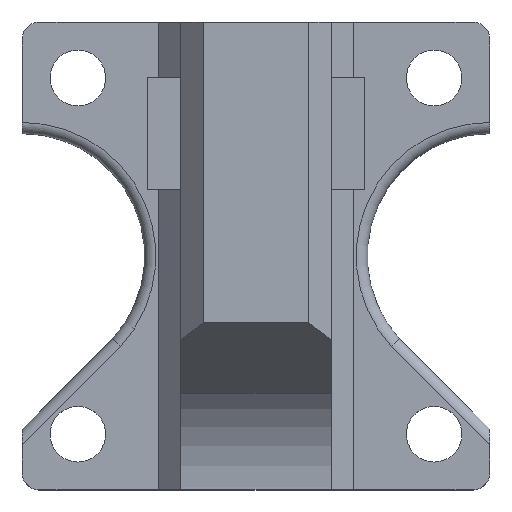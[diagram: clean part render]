
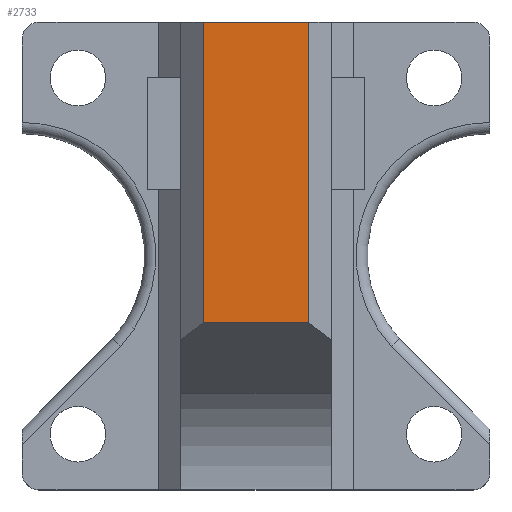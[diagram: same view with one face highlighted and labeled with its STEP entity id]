
A CAD part, top view. The second image highlights one B-rep face of the part: STEP entity #2733.
In plain terms, the highlighted planar face has unit normal (0, 0, 1).
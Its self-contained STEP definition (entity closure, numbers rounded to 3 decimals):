
#44 = PLANE('',#45);
#45 = AXIS2_PLACEMENT_3D('',#46,#47,#48);
#46 = CARTESIAN_POINT('',(42.,84.,14.714));
#47 = DIRECTION('',(0.,1.,0.));
#48 = DIRECTION('',(0.,0.,1.));
#525 = VERTEX_POINT('',#526);
#526 = CARTESIAN_POINT('',(32.5,84.,41.));
#540 = PLANE('',#541);
#541 = AXIS2_PLACEMENT_3D('',#542,#543,#544);
#542 = CARTESIAN_POINT('',(30.5,30.034,39.));
#543 = DIRECTION('',(-0.707,0.,0.707));
#544 = DIRECTION('',(-0.,-1.,-0.));
#552 = EDGE_CURVE('',#525,#553,#555,.T.);
#553 = VERTEX_POINT('',#554);
#554 = CARTESIAN_POINT('',(51.5,84.,41.));
#555 = SURFACE_CURVE('',#556,(#560,#567),.PCURVE_S1.);
#556 = LINE('',#557,#558);
#557 = CARTESIAN_POINT('',(28.5,84.,41.));
#558 = VECTOR('',#559,1.);
#559 = DIRECTION('',(1.,0.,0.));
#560 = PCURVE('',#44,#561);
#561 = DEFINITIONAL_REPRESENTATION('',(#562),#566);
#562 = LINE('',#563,#564);
#563 = CARTESIAN_POINT('',(26.286,-13.5));
#564 = VECTOR('',#565,1.);
#565 = DIRECTION('',(0.,1.));
#566 = ( GEOMETRIC_REPRESENTATION_CONTEXT(2) 
PARAMETRIC_REPRESENTATION_CONTEXT() REPRESENTATION_CONTEXT('2D SPACE',''
  ) );
#567 = PCURVE('',#568,#573);
#568 = PLANE('',#569);
#569 = AXIS2_PLACEMENT_3D('',#570,#571,#572);
#570 = CARTESIAN_POINT('',(28.5,0.,41.));
#571 = DIRECTION('',(0.,0.,1.));
#572 = DIRECTION('',(1.,0.,0.));
#573 = DEFINITIONAL_REPRESENTATION('',(#574),#578);
#574 = LINE('',#575,#576);
#575 = CARTESIAN_POINT('',(0.,84.));
#576 = VECTOR('',#577,1.);
#577 = DIRECTION('',(1.,0.));
#578 = ( GEOMETRIC_REPRESENTATION_CONTEXT(2) 
PARAMETRIC_REPRESENTATION_CONTEXT() REPRESENTATION_CONTEXT('2D SPACE',''
  ) );
#596 = PLANE('',#597);
#597 = AXIS2_PLACEMENT_3D('',#598,#599,#600);
#598 = CARTESIAN_POINT('',(53.5,30.034,39.));
#599 = DIRECTION('',(0.707,0.,0.707));
#600 = DIRECTION('',(0.,1.,0.));
#2034 = PLANE('',#2035);
#2035 = AXIS2_PLACEMENT_3D('',#2036,#2037,#2038);
#2036 = CARTESIAN_POINT('',(0.,30.034,41.));
#2037 = DIRECTION('',(0.,0.778,-0.629));
#2038 = DIRECTION('',(0.,-0.629,-0.778));
#2635 = VERTEX_POINT('',#2636);
#2636 = CARTESIAN_POINT('',(32.5,30.034,41.));
#2659 = EDGE_CURVE('',#2635,#525,#2660,.T.);
#2660 = SURFACE_CURVE('',#2661,(#2665,#2672),.PCURVE_S1.);
#2661 = LINE('',#2662,#2663);
#2662 = CARTESIAN_POINT('',(32.5,30.034,41.));
#2663 = VECTOR('',#2664,1.);
#2664 = DIRECTION('',(0.,1.,0.));
#2665 = PCURVE('',#540,#2666);
#2666 = DEFINITIONAL_REPRESENTATION('',(#2667),#2671);
#2667 = LINE('',#2668,#2669);
#2668 = CARTESIAN_POINT('',(-0.,2.828));
#2669 = VECTOR('',#2670,1.);
#2670 = DIRECTION('',(-1.,0.));
#2671 = ( GEOMETRIC_REPRESENTATION_CONTEXT(2) 
PARAMETRIC_REPRESENTATION_CONTEXT() REPRESENTATION_CONTEXT('2D SPACE',''
  ) );
#2672 = PCURVE('',#568,#2673);
#2673 = DEFINITIONAL_REPRESENTATION('',(#2674),#2678);
#2674 = LINE('',#2675,#2676);
#2675 = CARTESIAN_POINT('',(4.,30.034));
#2676 = VECTOR('',#2677,1.);
#2677 = DIRECTION('',(0.,1.));
#2678 = ( GEOMETRIC_REPRESENTATION_CONTEXT(2) 
PARAMETRIC_REPRESENTATION_CONTEXT() REPRESENTATION_CONTEXT('2D SPACE',''
  ) );
#2733 = ADVANCED_FACE('',(#2734),#568,.T.);
#2734 = FACE_BOUND('',#2735,.T.);
#2735 = EDGE_LOOP('',(#2736,#2737,#2738,#2761));
#2736 = ORIENTED_EDGE('',*,*,#552,.F.);
#2737 = ORIENTED_EDGE('',*,*,#2659,.F.);
#2738 = ORIENTED_EDGE('',*,*,#2739,.T.);
#2739 = EDGE_CURVE('',#2635,#2740,#2742,.T.);
#2740 = VERTEX_POINT('',#2741);
#2741 = CARTESIAN_POINT('',(51.5,30.034,41.));
#2742 = SURFACE_CURVE('',#2743,(#2747,#2754),.PCURVE_S1.);
#2743 = LINE('',#2744,#2745);
#2744 = CARTESIAN_POINT('',(0.,30.034,41.));
#2745 = VECTOR('',#2746,1.);
#2746 = DIRECTION('',(1.,0.,0.));
#2747 = PCURVE('',#568,#2748);
#2748 = DEFINITIONAL_REPRESENTATION('',(#2749),#2753);
#2749 = LINE('',#2750,#2751);
#2750 = CARTESIAN_POINT('',(-28.5,30.034));
#2751 = VECTOR('',#2752,1.);
#2752 = DIRECTION('',(1.,0.));
#2753 = ( GEOMETRIC_REPRESENTATION_CONTEXT(2) 
PARAMETRIC_REPRESENTATION_CONTEXT() REPRESENTATION_CONTEXT('2D SPACE',''
  ) );
#2754 = PCURVE('',#2034,#2755);
#2755 = DEFINITIONAL_REPRESENTATION('',(#2756),#2760);
#2756 = LINE('',#2757,#2758);
#2757 = CARTESIAN_POINT('',(0.,-0.));
#2758 = VECTOR('',#2759,1.);
#2759 = DIRECTION('',(0.,-1.));
#2760 = ( GEOMETRIC_REPRESENTATION_CONTEXT(2) 
PARAMETRIC_REPRESENTATION_CONTEXT() REPRESENTATION_CONTEXT('2D SPACE',''
  ) );
#2761 = ORIENTED_EDGE('',*,*,#2762,.T.);
#2762 = EDGE_CURVE('',#2740,#553,#2763,.T.);
#2763 = SURFACE_CURVE('',#2764,(#2768,#2775),.PCURVE_S1.);
#2764 = LINE('',#2765,#2766);
#2765 = CARTESIAN_POINT('',(51.5,30.034,41.));
#2766 = VECTOR('',#2767,1.);
#2767 = DIRECTION('',(0.,1.,0.));
#2768 = PCURVE('',#568,#2769);
#2769 = DEFINITIONAL_REPRESENTATION('',(#2770),#2774);
#2770 = LINE('',#2771,#2772);
#2771 = CARTESIAN_POINT('',(23.,30.034));
#2772 = VECTOR('',#2773,1.);
#2773 = DIRECTION('',(0.,1.));
#2774 = ( GEOMETRIC_REPRESENTATION_CONTEXT(2) 
PARAMETRIC_REPRESENTATION_CONTEXT() REPRESENTATION_CONTEXT('2D SPACE',''
  ) );
#2775 = PCURVE('',#596,#2776);
#2776 = DEFINITIONAL_REPRESENTATION('',(#2777),#2781);
#2777 = LINE('',#2778,#2779);
#2778 = CARTESIAN_POINT('',(0.,2.828));
#2779 = VECTOR('',#2780,1.);
#2780 = DIRECTION('',(1.,0.));
#2781 = ( GEOMETRIC_REPRESENTATION_CONTEXT(2) 
PARAMETRIC_REPRESENTATION_CONTEXT() REPRESENTATION_CONTEXT('2D SPACE',''
  ) );
